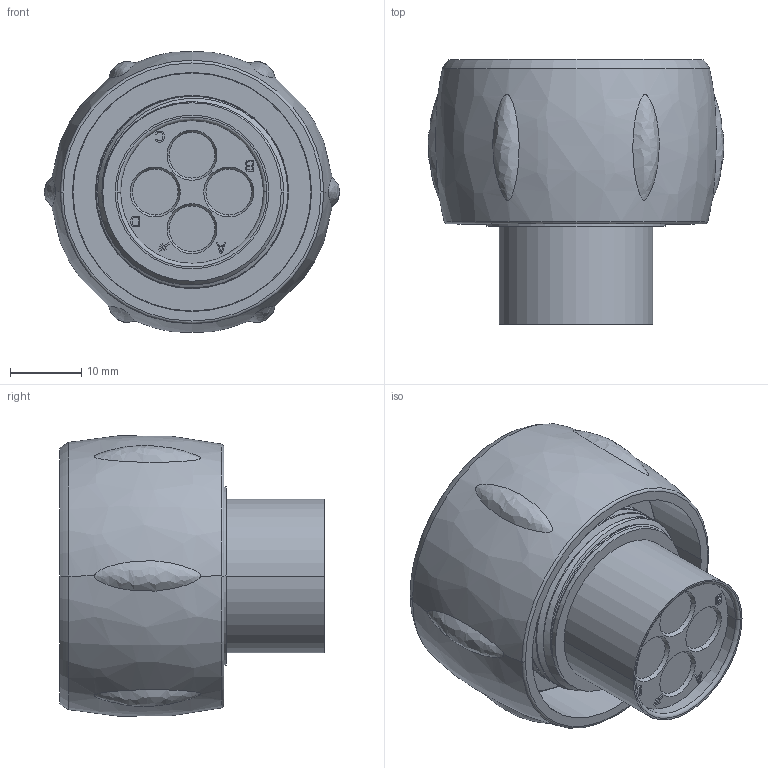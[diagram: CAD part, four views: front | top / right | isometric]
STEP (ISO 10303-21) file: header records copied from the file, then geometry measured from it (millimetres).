
FILE_DESCRIPTION((''),'2;1');
FILE_NAME('SALES_UTS6JC183G1P_AS_SW0002','2011-05-05T',('MRagaine'),('SOURIAU'),'PRO/ENGINEER BY PARAMETRIC TECHNOLOGY CORPORATION, 2010140','PRO/ENGINEER BY PARAMETRIC TECHNOLOGY CORPORATION, 2010140','');
FILE_SCHEMA(('CONFIG_CONTROL_DESIGN'));
Length unit declared in the file: millimetre
Products named in the file (1): SALES_UTS6JC183G1P_AS_SW0002
Bounding box: 41.4 x 37.08 x 39.32 mm (x, y, z)
Volume: 22556.6 mm3; surface area: 11009.9 mm2
Topology: 1 solids, 1 shells, 449 faces, 1201 edges, 793 vertices
Faces by surface type: plane 328, cylinder 61, torus 24, bspline 14, cone 12, sphere 10
Entity records: 16583 total; most frequent: CARTESIAN_POINT 5317, ORIENTED_EDGE 2382, DIRECTION 2217, EDGE_CURVE 1191, VECTOR 903, LINE 903, VERTEX_POINT 793, AXIS2_PLACEMENT_3D 657
